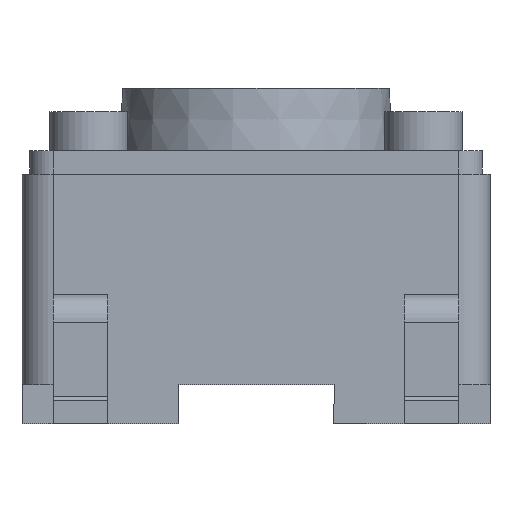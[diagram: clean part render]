
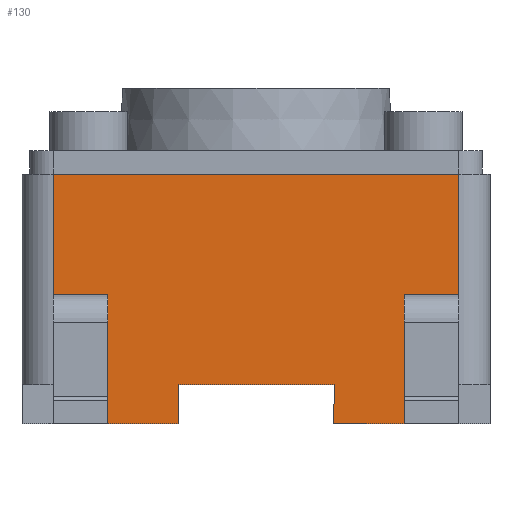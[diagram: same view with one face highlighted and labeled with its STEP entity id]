
A CAD part, front view. The second image highlights one B-rep face of the part: STEP entity #130.
In plain terms, the highlighted planar face has unit normal (0, -1, 0).
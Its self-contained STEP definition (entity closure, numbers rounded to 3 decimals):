
#130=ADVANCED_FACE('',(#987),#989,.T.);
#987=FACE_BOUND('',#988,.T.);
#988=EDGE_LOOP('',(#1702,#1703,#1704,#1705,#1706,#1707,#1708,#1709,#1710,#1711,#1712,
#1713,#1714,#1715,#1716,#1717,#1718,#1719,#1720,#1721));
#989=PLANE('',#990);
#990=AXIS2_PLACEMENT_3D('',#991,#992,#993);
#991=CARTESIAN_POINT('',(-2.6,-3.,0.));
#992=DIRECTION('',(0.,-1.,0.));
#993=DIRECTION('',(1.,0.,0.));
#1702=ORIENTED_EDGE('',*,*,#2199,.T.);
#1703=ORIENTED_EDGE('',*,*,#2180,.T.);
#1704=ORIENTED_EDGE('',*,*,#2200,.T.);
#1705=ORIENTED_EDGE('',*,*,#2201,.T.);
#1706=ORIENTED_EDGE('',*,*,#2198,.T.);
#1707=ORIENTED_EDGE('',*,*,#2202,.F.);
#1708=ORIENTED_EDGE('',*,*,#2203,.F.);
#1709=ORIENTED_EDGE('',*,*,#2204,.F.);
#1710=ORIENTED_EDGE('',*,*,#2196,.T.);
#1711=ORIENTED_EDGE('',*,*,#2205,.F.);
#1712=ORIENTED_EDGE('',*,*,#2206,.F.);
#1713=ORIENTED_EDGE('',*,*,#2207,.F.);
#1714=ORIENTED_EDGE('',*,*,#2208,.F.);
#1715=ORIENTED_EDGE('',*,*,#2209,.F.);
#1716=ORIENTED_EDGE('',*,*,#2210,.F.);
#1717=ORIENTED_EDGE('',*,*,#2211,.T.);
#1718=ORIENTED_EDGE('',*,*,#2212,.T.);
#1719=ORIENTED_EDGE('',*,*,#2182,.T.);
#1720=ORIENTED_EDGE('',*,*,#2213,.T.);
#1721=ORIENTED_EDGE('',*,*,#2214,.T.);
#2180=EDGE_CURVE('',#2459,#2466,#2468,.T.);
#2182=EDGE_CURVE('',#2471,#2469,#2472,.T.);
#2196=EDGE_CURVE('',#2496,#2494,#2497,.T.);
#2198=EDGE_CURVE('',#2492,#2498,#2500,.T.);
#2199=EDGE_CURVE('',#2501,#2459,#2502,.F.);
#2200=EDGE_CURVE('',#2466,#2503,#2504,.F.);
#2201=EDGE_CURVE('',#2503,#2492,#2505,.T.);
#2202=EDGE_CURVE('',#2506,#2498,#2507,.F.);
#2203=EDGE_CURVE('',#2508,#2506,#2509,.F.);
#2204=EDGE_CURVE('',#2496,#2508,#2510,.F.);
#2205=EDGE_CURVE('',#2511,#2494,#2512,.T.);
#2206=EDGE_CURVE('',#2513,#2511,#2514,.T.);
#2207=EDGE_CURVE('',#2515,#2513,#2516,.T.);
#2208=EDGE_CURVE('',#2517,#2515,#2518,.T.);
#2209=EDGE_CURVE('',#2519,#2517,#2520,.T.);
#2210=EDGE_CURVE('',#2521,#2519,#2522,.T.);
#2211=EDGE_CURVE('',#2521,#2523,#2524,.T.);
#2212=EDGE_CURVE('',#2523,#2471,#2525,.F.);
#2213=EDGE_CURVE('',#2469,#2526,#2527,.F.);
#2214=EDGE_CURVE('',#2526,#2501,#2528,.T.);
#2459=VERTEX_POINT('',#2957);
#2466=VERTEX_POINT('',#2972);
#2468=LINE('',#2976,#2977);
#2469=VERTEX_POINT('',#2979);
#2471=VERTEX_POINT('',#2983);
#2472=LINE('',#2984,#2985);
#2492=VERTEX_POINT('',#3028);
#2494=VERTEX_POINT('',#3033);
#2496=VERTEX_POINT('',#3038);
#2497=LINE('',#3039,#3040);
#2498=VERTEX_POINT('',#3042);
#2500=LINE('',#3046,#3047);
#2501=VERTEX_POINT('',#3049);
#2502=LINE('',#3050,#3051);
#2503=VERTEX_POINT('',#3053);
#2504=LINE('',#3054,#3055);
#2505=LINE('',#3057,#3058);
#2506=VERTEX_POINT('',#3060);
#2507=LINE('',#3061,#3062);
#2508=VERTEX_POINT('',#3064);
#2509=LINE('',#3065,#3066);
#2510=LINE('',#3068,#3069);
#2511=VERTEX_POINT('',#3071);
#2512=LINE('',#3072,#3073);
#2513=VERTEX_POINT('',#3075);
#2514=LINE('',#3076,#3077);
#2515=VERTEX_POINT('',#3079);
#2516=LINE('',#3080,#3081);
#2517=VERTEX_POINT('',#3083);
#2518=LINE('',#3084,#3085);
#2519=VERTEX_POINT('',#3087);
#2520=LINE('',#3088,#3089);
#2521=VERTEX_POINT('',#3091);
#2522=LINE('',#3092,#3093);
#2523=VERTEX_POINT('',#3095);
#2524=LINE('',#3096,#3097);
#2525=LINE('',#3099,#3100);
#2526=VERTEX_POINT('',#3102);
#2527=LINE('',#3103,#3104);
#2528=LINE('',#3106,#3107);
#2957=CARTESIAN_POINT('',(1.,-3.,0.));
#2972=CARTESIAN_POINT('',(2.,-3.,0.));
#2976=CARTESIAN_POINT('',(1.,-3.,0.));
#2977=VECTOR('',#2978,1.);
#2978=DIRECTION('',(1.,0.,0.));
#2979=CARTESIAN_POINT('',(-1.,-3.,0.));
#2983=CARTESIAN_POINT('',(-2.,-3.,0.));
#2984=CARTESIAN_POINT('',(-2.,-3.,0.));
#2985=VECTOR('',#2986,1.);
#2986=DIRECTION('',(1.,0.,0.));
#3028=CARTESIAN_POINT('',(2.6,-3.,0.5));
#3033=CARTESIAN_POINT('',(2.6,-3.,3.2));
#3038=CARTESIAN_POINT('',(2.6,-3.,1.65));
#3039=CARTESIAN_POINT('',(2.6,-3.,1.65));
#3040=VECTOR('',#3041,1.);
#3041=DIRECTION('',(0.,0.,1.));
#3042=CARTESIAN_POINT('',(2.6,-3.,1.35));
#3046=CARTESIAN_POINT('',(2.6,-3.,0.5));
#3047=VECTOR('',#3048,1.);
#3048=DIRECTION('',(0.,0.,1.));
#3049=CARTESIAN_POINT('',(1.,-3.,0.5));
#3050=CARTESIAN_POINT('',(1.,-3.,0.));
#3051=VECTOR('',#3052,1.);
#3052=DIRECTION('',(0.,0.,1.));
#3053=CARTESIAN_POINT('',(2.,-3.,0.5));
#3054=CARTESIAN_POINT('',(2.,-3.,0.5));
#3055=VECTOR('',#3056,1.);
#3056=DIRECTION('',(0.,0.,-1.));
#3057=CARTESIAN_POINT('',(2.,-3.,0.5));
#3058=VECTOR('',#3059,1.);
#3059=DIRECTION('',(1.,0.,0.));
#3060=CARTESIAN_POINT('',(1.9,-3.,1.35));
#3061=CARTESIAN_POINT('',(2.6,-3.,1.35));
#3062=VECTOR('',#3063,1.);
#3063=DIRECTION('',(-1.,0.,0.));
#3064=CARTESIAN_POINT('',(1.9,-3.,1.65));
#3065=CARTESIAN_POINT('',(1.9,-3.,1.35));
#3066=VECTOR('',#3067,1.);
#3067=DIRECTION('',(0.,0.,1.));
#3068=CARTESIAN_POINT('',(1.9,-3.,1.65));
#3069=VECTOR('',#3070,1.);
#3070=DIRECTION('',(1.,0.,0.));
#3071=CARTESIAN_POINT('',(-2.6,-3.,3.2));
#3072=CARTESIAN_POINT('',(-2.6,-3.,3.2));
#3073=VECTOR('',#3074,1.);
#3074=DIRECTION('',(1.,0.,0.));
#3075=CARTESIAN_POINT('',(-2.6,-3.,1.65));
#3076=CARTESIAN_POINT('',(-2.6,-3.,1.65));
#3077=VECTOR('',#3078,1.);
#3078=DIRECTION('',(0.,0.,1.));
#3079=CARTESIAN_POINT('',(-1.9,-3.,1.65));
#3080=CARTESIAN_POINT('',(-1.9,-3.,1.65));
#3081=VECTOR('',#3082,1.);
#3082=DIRECTION('',(-1.,0.,0.));
#3083=CARTESIAN_POINT('',(-1.9,-3.,1.35));
#3084=CARTESIAN_POINT('',(-1.9,-3.,1.35));
#3085=VECTOR('',#3086,1.);
#3086=DIRECTION('',(0.,0.,1.));
#3087=CARTESIAN_POINT('',(-2.6,-3.,1.35));
#3088=CARTESIAN_POINT('',(-2.6,-3.,1.35));
#3089=VECTOR('',#3090,1.);
#3090=DIRECTION('',(1.,0.,0.));
#3091=CARTESIAN_POINT('',(-2.6,-3.,0.5));
#3092=CARTESIAN_POINT('',(-2.6,-3.,0.5));
#3093=VECTOR('',#3094,1.);
#3094=DIRECTION('',(0.,0.,1.));
#3095=CARTESIAN_POINT('',(-2.,-3.,0.5));
#3096=CARTESIAN_POINT('',(-2.6,-3.,0.5));
#3097=VECTOR('',#3098,1.);
#3098=DIRECTION('',(1.,0.,0.));
#3099=CARTESIAN_POINT('',(-2.,-3.,0.));
#3100=VECTOR('',#3101,1.);
#3101=DIRECTION('',(0.,0.,1.));
#3102=CARTESIAN_POINT('',(-1.,-3.,0.5));
#3103=CARTESIAN_POINT('',(-1.,-3.,0.5));
#3104=VECTOR('',#3105,1.);
#3105=DIRECTION('',(0.,0.,-1.));
#3106=CARTESIAN_POINT('',(-1.,-3.,0.5));
#3107=VECTOR('',#3108,1.);
#3108=DIRECTION('',(1.,0.,0.));
